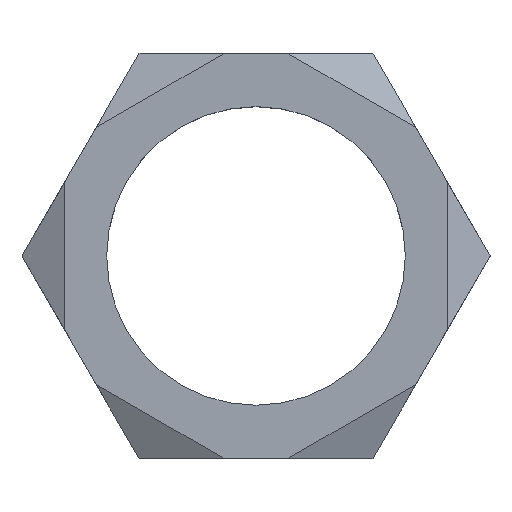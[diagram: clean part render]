
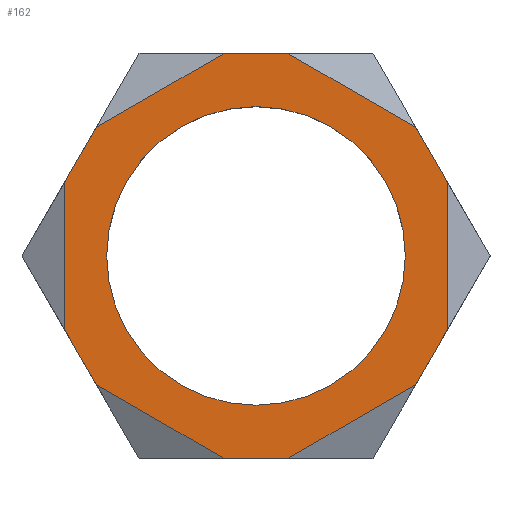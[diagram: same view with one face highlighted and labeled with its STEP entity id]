
A CAD part, top view. The second image highlights one B-rep face of the part: STEP entity #162.
In plain terms, the highlighted planar face has unit normal (0, 0, 1).
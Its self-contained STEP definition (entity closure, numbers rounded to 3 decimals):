
#2 = CARTESIAN_POINT ( 'NONE',  ( 0., 0., 1.5 ) ) ;
#6 = DIRECTION ( 'NONE',  ( 0., 0., 1. ) ) ;
#8 = CARTESIAN_POINT ( 'NONE',  ( 5.485, 0., 1.5 ) ) ;
#10 = EDGE_CURVE ( 'NONE', #507, #110, #244, .T. ) ;
#11 = CARTESIAN_POINT ( 'NONE',  ( -3.742, -3.018, 1.5 ) ) ;
#12 = ORIENTED_EDGE ( 'NONE', *, *, #452, .T. ) ;
#23 = VERTEX_POINT ( 'NONE', #400 ) ;
#26 = VERTEX_POINT ( 'NONE', #483 ) ;
#32 = ORIENTED_EDGE ( 'NONE', *, *, #522, .F. ) ;
#39 = DIRECTION ( 'NONE',  ( 0., 0., 1. ) ) ;
#40 = CARTESIAN_POINT ( 'NONE',  ( 4.485, 1.732, 1.5 ) ) ;
#47 = DIRECTION ( 'NONE',  ( 0.5, 0.866, 0. ) ) ;
#52 = DIRECTION ( 'NONE',  ( 1., 0., 0. ) ) ;
#62 = LINE ( 'NONE', #229, #350 ) ;
#77 = AXIS2_PLACEMENT_3D ( 'NONE', #209, #6, #293 ) ;
#78 = ORIENTED_EDGE ( 'NONE', *, *, #208, .T. ) ;
#83 = EDGE_CURVE ( 'NONE', #98, #507, #255, .T. ) ;
#93 = AXIS2_PLACEMENT_3D ( 'NONE', #165, #39, #340 ) ;
#94 = DIRECTION ( 'NONE',  ( 0.866, 0.5, 0. ) ) ;
#96 = EDGE_CURVE ( 'NONE', #233, #230, #382, .T. ) ;
#98 = VERTEX_POINT ( 'NONE', #464 ) ;
#100 = CARTESIAN_POINT ( 'NONE',  ( -2.242, 3.884, 1.5 ) ) ;
#110 = VERTEX_POINT ( 'NONE', #40 ) ;
#114 = EDGE_CURVE ( 'NONE', #110, #501, #215, .T. ) ;
#122 = ORIENTED_EDGE ( 'NONE', *, *, #96, .T. ) ;
#124 = EDGE_CURVE ( 'NONE', #230, #455, #460, .T. ) ;
#126 = LINE ( 'NONE', #131, #450 ) ;
#127 = CARTESIAN_POINT ( 'NONE',  ( -2.742, 4.75, 1.5 ) ) ;
#129 = ORIENTED_EDGE ( 'NONE', *, *, #443, .T. ) ;
#131 = CARTESIAN_POINT ( 'NONE',  ( -2.742, -4.75, 1.5 ) ) ;
#134 = CARTESIAN_POINT ( 'NONE',  ( 4.485, -1.732, 1.5 ) ) ;
#137 = DIRECTION ( 'NONE',  ( 1., 0., 0. ) ) ;
#139 = ORIENTED_EDGE ( 'NONE', *, *, #124, .T. ) ;
#144 = VECTOR ( 'NONE', #273, 1000. ) ;
#151 = VERTEX_POINT ( 'NONE', #417 ) ;
#159 = CARTESIAN_POINT ( 'NONE',  ( -0.742, 4.75, 1.5 ) ) ;
#162 = ADVANCED_FACE ( 'NONE', ( #177, #331 ), #341, .T. ) ;
#165 = CARTESIAN_POINT ( 'NONE',  ( 0., 0., 1.5 ) ) ;
#166 = DIRECTION ( 'NONE',  ( 0., 1., 0. ) ) ;
#169 = CARTESIAN_POINT ( 'NONE',  ( 2.742, -4.75, 1.5 ) ) ;
#175 = DIRECTION ( 'NONE',  ( -0.5, 0.866, 0. ) ) ;
#176 = DIRECTION ( 'NONE',  ( -0.5, -0.866, 0. ) ) ;
#177 = FACE_BOUND ( 'NONE', #412, .T. ) ;
#201 = CARTESIAN_POINT ( 'NONE',  ( 4.485, 0., 1.5 ) ) ;
#208 = EDGE_CURVE ( 'NONE', #389, #406, #268, .T. ) ;
#209 = CARTESIAN_POINT ( 'NONE',  ( 0., 0., 1.5 ) ) ;
#215 = LINE ( 'NONE', #8, #272 ) ;
#224 = ORIENTED_EDGE ( 'NONE', *, *, #466, .F. ) ;
#229 = CARTESIAN_POINT ( 'NONE',  ( 2.742, 4.75, 1.5 ) ) ;
#230 = VERTEX_POINT ( 'NONE', #11 ) ;
#233 = VERTEX_POINT ( 'NONE', #348 ) ;
#234 = VECTOR ( 'NONE', #176, 1000. ) ;
#236 = ORIENTED_EDGE ( 'NONE', *, *, #83, .T. ) ;
#244 = LINE ( 'NONE', #201, #299 ) ;
#248 = ORIENTED_EDGE ( 'NONE', *, *, #496, .T. ) ;
#249 = EDGE_CURVE ( 'NONE', #361, #389, #62, .T. ) ;
#255 = LINE ( 'NONE', #169, #307 ) ;
#260 = ORIENTED_EDGE ( 'NONE', *, *, #10, .T. ) ;
#264 = AXIS2_PLACEMENT_3D ( 'NONE', #2, #301, #52 ) ;
#266 = DIRECTION ( 'NONE',  ( 0., -1., 0. ) ) ;
#268 = LINE ( 'NONE', #100, #144 ) ;
#272 = VECTOR ( 'NONE', #175, 1000. ) ;
#273 = DIRECTION ( 'NONE',  ( -0.866, -0.5, 0. ) ) ;
#279 = CARTESIAN_POINT ( 'NONE',  ( 2.242, 3.884, 1.5 ) ) ;
#280 = EDGE_LOOP ( 'NONE', ( #12, #397, #122, #139, #248, #129, #236, #260, #513, #526, #418, #78 ) ) ;
#282 = VECTOR ( 'NONE', #540, 1000. ) ;
#287 = CARTESIAN_POINT ( 'NONE',  ( -3.742, 3.018, 1.5 ) ) ;
#293 = DIRECTION ( 'NONE',  ( 1., 0., 0. ) ) ;
#295 = CARTESIAN_POINT ( 'NONE',  ( -0.742, -4.75, 1.5 ) ) ;
#296 = CARTESIAN_POINT ( 'NONE',  ( -5.485, 0., 1.5 ) ) ;
#299 = VECTOR ( 'NONE', #166, 1000. ) ;
#301 = DIRECTION ( 'NONE',  ( 0., 0., 1. ) ) ;
#304 = EDGE_CURVE ( 'NONE', #23, #233, #394, .T. ) ;
#307 = VECTOR ( 'NONE', #47, 1000. ) ;
#324 = VECTOR ( 'NONE', #448, 1000. ) ;
#330 = EDGE_CURVE ( 'NONE', #501, #361, #494, .T. ) ;
#331 = FACE_OUTER_BOUND ( 'NONE', #280, .T. ) ;
#333 = VECTOR ( 'NONE', #94, 1000. ) ;
#339 = CARTESIAN_POINT ( 'NONE',  ( -2.242, -3.884, 1.5 ) ) ;
#340 = DIRECTION ( 'NONE',  ( 1., 0., 0. ) ) ;
#341 = PLANE ( 'NONE',  #264 ) ;
#348 = CARTESIAN_POINT ( 'NONE',  ( -4.485, -1.732, 1.5 ) ) ;
#350 = VECTOR ( 'NONE', #470, 1000. ) ;
#361 = VERTEX_POINT ( 'NONE', #399 ) ;
#367 = CARTESIAN_POINT ( 'NONE',  ( 0.742, -4.75, 1.5 ) ) ;
#375 = LINE ( 'NONE', #462, #333 ) ;
#382 = LINE ( 'NONE', #296, #282 ) ;
#387 = VERTEX_POINT ( 'NONE', #367 ) ;
#389 = VERTEX_POINT ( 'NONE', #159 ) ;
#393 = VECTOR ( 'NONE', #266, 1000. ) ;
#394 = LINE ( 'NONE', #520, #393 ) ;
#397 = ORIENTED_EDGE ( 'NONE', *, *, #304, .T. ) ;
#399 = CARTESIAN_POINT ( 'NONE',  ( 0.742, 4.75, 1.5 ) ) ;
#400 = CARTESIAN_POINT ( 'NONE',  ( -4.485, 1.732, 1.5 ) ) ;
#406 = VERTEX_POINT ( 'NONE', #287 ) ;
#412 = EDGE_LOOP ( 'NONE', ( #224, #32 ) ) ;
#413 = LINE ( 'NONE', #127, #234 ) ;
#416 = CARTESIAN_POINT ( 'NONE',  ( 3.742, 3.018, 1.5 ) ) ;
#417 = CARTESIAN_POINT ( 'NONE',  ( 3.5, 0., 1.5 ) ) ;
#418 = ORIENTED_EDGE ( 'NONE', *, *, #249, .T. ) ;
#421 = CIRCLE ( 'NONE', #77, 3.5 ) ;
#425 = DIRECTION ( 'NONE',  ( 0.866, -0.5, 0. ) ) ;
#430 = CIRCLE ( 'NONE', #93, 3.5 ) ;
#443 = EDGE_CURVE ( 'NONE', #387, #98, #375, .T. ) ;
#448 = DIRECTION ( 'NONE',  ( -0.866, 0.5, 0. ) ) ;
#450 = VECTOR ( 'NONE', #137, 1000. ) ;
#452 = EDGE_CURVE ( 'NONE', #406, #23, #413, .T. ) ;
#455 = VERTEX_POINT ( 'NONE', #295 ) ;
#460 = LINE ( 'NONE', #339, #515 ) ;
#462 = CARTESIAN_POINT ( 'NONE',  ( 2.242, -3.884, 1.5 ) ) ;
#464 = CARTESIAN_POINT ( 'NONE',  ( 3.742, -3.018, 1.5 ) ) ;
#466 = EDGE_CURVE ( 'NONE', #151, #26, #421, .T. ) ;
#470 = DIRECTION ( 'NONE',  ( -1., 0., 0. ) ) ;
#483 = CARTESIAN_POINT ( 'NONE',  ( -3.5, 0., 1.5 ) ) ;
#494 = LINE ( 'NONE', #279, #324 ) ;
#496 = EDGE_CURVE ( 'NONE', #455, #387, #126, .T. ) ;
#501 = VERTEX_POINT ( 'NONE', #416 ) ;
#507 = VERTEX_POINT ( 'NONE', #134 ) ;
#513 = ORIENTED_EDGE ( 'NONE', *, *, #114, .T. ) ;
#515 = VECTOR ( 'NONE', #425, 1000. ) ;
#520 = CARTESIAN_POINT ( 'NONE',  ( -4.485, 0., 1.5 ) ) ;
#522 = EDGE_CURVE ( 'NONE', #26, #151, #430, .T. ) ;
#526 = ORIENTED_EDGE ( 'NONE', *, *, #330, .T. ) ;
#540 = DIRECTION ( 'NONE',  ( 0.5, -0.866, 0. ) ) ;
